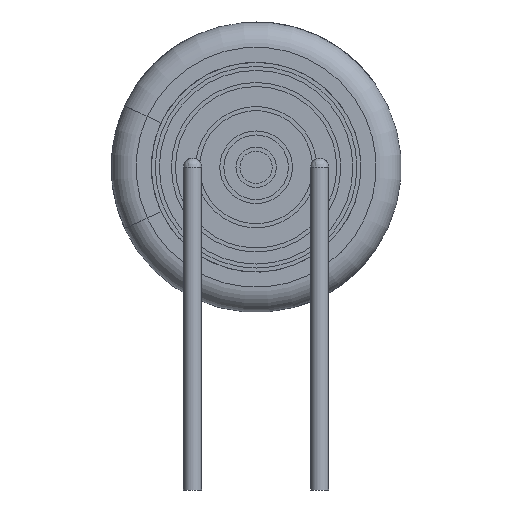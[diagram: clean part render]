
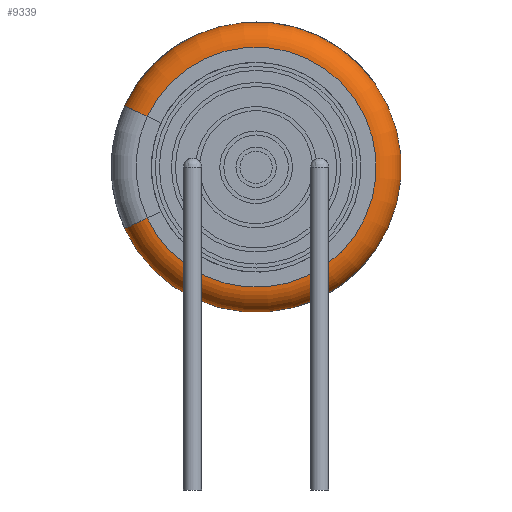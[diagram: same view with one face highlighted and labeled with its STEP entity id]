
A CAD part, front view. The second image highlights one B-rep face of the part: STEP entity #9339.
In plain terms, the highlighted toroidal (fillet/blend) face has major radius 3.308 mm and minor radius 0.692 mm.
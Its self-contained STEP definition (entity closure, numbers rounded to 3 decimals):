
#914=TOROIDAL_SURFACE('',#10100,3.308,0.692);
#1374=FACE_OUTER_BOUND('',#1963,.T.);
#1963=EDGE_LOOP('',(#7220,#7221,#7222,#7223));
#4076=CIRCLE('',#10099,4.);
#4077=CIRCLE('',#10101,3.308);
#4078=CIRCLE('',#10102,0.692);
#4079=CIRCLE('',#10103,0.692);
#4741=VERTEX_POINT('',#16799);
#4742=VERTEX_POINT('',#16800);
#4743=VERTEX_POINT('',#16805);
#4744=VERTEX_POINT('',#16806);
#5706=EDGE_CURVE('',#4741,#4742,#4076,.T.);
#5709=EDGE_CURVE('',#4743,#4744,#4077,.T.);
#5710=EDGE_CURVE('',#4741,#4743,#4078,.T.);
#5711=EDGE_CURVE('',#4742,#4744,#4079,.T.);
#7220=ORIENTED_EDGE('',*,*,#5709,.F.);
#7221=ORIENTED_EDGE('',*,*,#5710,.F.);
#7222=ORIENTED_EDGE('',*,*,#5706,.T.);
#7223=ORIENTED_EDGE('',*,*,#5711,.T.);
#9339=ADVANCED_FACE('',(#1374),#914,.T.);
#10099=AXIS2_PLACEMENT_3D('',#16801,#11402,#11403);
#10100=AXIS2_PLACEMENT_3D('',#16804,#11406,#11407);
#10101=AXIS2_PLACEMENT_3D('',#16807,#11408,#11409);
#10102=AXIS2_PLACEMENT_3D('',#16808,#11410,#11411);
#10103=AXIS2_PLACEMENT_3D('',#16809,#11412,#11413);
#11402=DIRECTION('center_axis',(0.,0.,-1.));
#11403=DIRECTION('ref_axis',(-1.,0.,0.));
#11406=DIRECTION('center_axis',(0.,0.,-1.));
#11407=DIRECTION('ref_axis',(1.,0.,0.));
#11408=DIRECTION('center_axis',(0.,0.,-1.));
#11409=DIRECTION('ref_axis',(-1.,0.,0.));
#11410=DIRECTION('center_axis',(-0.423,-0.906,0.));
#11411=DIRECTION('ref_axis',(-0.906,0.423,0.));
#11412=DIRECTION('center_axis',(0.423,-0.906,0.));
#11413=DIRECTION('ref_axis',(-0.906,-0.423,0.));
#16799=CARTESIAN_POINT('',(-3.625,1.69,-2.018));
#16800=CARTESIAN_POINT('',(-3.625,-1.69,-2.018));
#16801=CARTESIAN_POINT('Origin',(0.,0.,-2.018));
#16804=CARTESIAN_POINT('Origin',(0.,0.,-2.018));
#16805=CARTESIAN_POINT('',(-2.998,1.398,-2.71));
#16806=CARTESIAN_POINT('',(-2.998,-1.398,-2.71));
#16807=CARTESIAN_POINT('Origin',(0.,0.,-2.71));
#16808=CARTESIAN_POINT('Origin',(-2.998,1.398,-2.018));
#16809=CARTESIAN_POINT('Origin',(-2.998,-1.398,-2.018));
